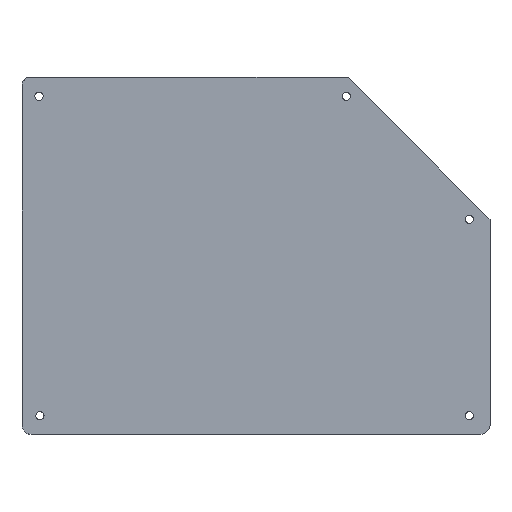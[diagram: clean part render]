
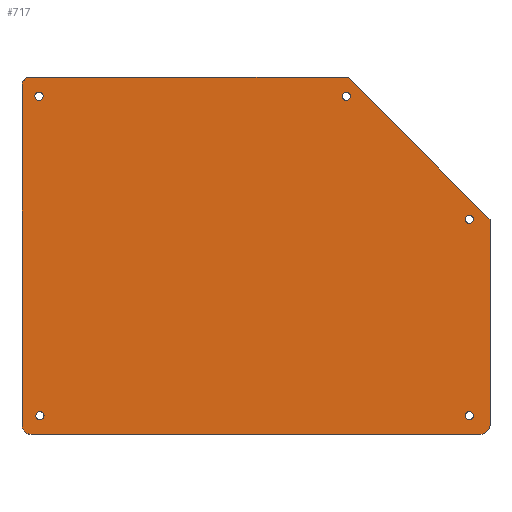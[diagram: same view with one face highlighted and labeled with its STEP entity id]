
A CAD part, top view. The second image highlights one B-rep face of the part: STEP entity #717.
In plain terms, the highlighted planar face has unit normal (0, 0, 1).
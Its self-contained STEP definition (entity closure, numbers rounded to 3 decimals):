
#34=CARTESIAN_POINT('',(23.102,47.09,3.));
#35=VERTEX_POINT('',#34);
#50=CARTESIAN_POINT('',(24.202,47.09,3.));
#51=DIRECTION('',(0.,0.,-1.));
#52=DIRECTION('',(-1.,0.,0.));
#53=AXIS2_PLACEMENT_3D('',#50,#51,#52);
#54=CIRCLE('',#53,1.1);
#55=EDGE_CURVE('',#35,#35,#54,.T.);
#67=CARTESIAN_POINT('',(55.877,14.294,3.));
#68=VERTEX_POINT('',#67);
#83=CARTESIAN_POINT('',(56.977,14.294,3.));
#84=DIRECTION('',(0.,0.,-1.));
#85=DIRECTION('',(-1.,0.,0.));
#86=AXIS2_PLACEMENT_3D('',#83,#84,#85);
#87=CIRCLE('',#86,1.1);
#88=EDGE_CURVE('',#68,#68,#87,.T.);
#243=CARTESIAN_POINT('',(24.702,52.107,3.));
#244=VERTEX_POINT('',#243);
#260=CARTESIAN_POINT('',(-60.235,52.107,3.));
#261=VERTEX_POINT('',#260);
#269=CARTESIAN_POINT('',(-60.235,52.107,3.));
#270=DIRECTION('',(1.,0.,0.));
#271=VECTOR('',#270,84.937);
#272=LINE('',#269,#271);
#273=EDGE_CURVE('',#261,#244,#272,.T.);
#283=CARTESIAN_POINT('',(62.494,14.288,3.));
#284=VERTEX_POINT('',#283);
#293=CARTESIAN_POINT('',(24.702,52.107,3.));
#294=DIRECTION('',(0.707,-0.707,0.));
#295=VECTOR('',#294,53.465);
#296=LINE('',#293,#295);
#297=EDGE_CURVE('',#244,#284,#296,.T.);
#307=CARTESIAN_POINT('',(62.494,-40.575,3.));
#308=VERTEX_POINT('',#307);
#325=CARTESIAN_POINT('',(62.494,14.288,3.));
#326=DIRECTION('',(0.,-1.,0.));
#327=VECTOR('',#326,54.863);
#328=LINE('',#325,#327);
#329=EDGE_CURVE('',#284,#308,#328,.T.);
#353=CARTESIAN_POINT('',(59.735,-43.075,3.));
#354=VERTEX_POINT('',#353);
#355=CARTESIAN_POINT('',(62.494,-40.575,3.));
#356=CARTESIAN_POINT('',(62.494,-42.039,3.));
#357=CARTESIAN_POINT('',(61.351,-43.075,3.));
#358=CARTESIAN_POINT('',(59.735,-43.075,3.));
#359=(BOUNDED_CURVE()
B_SPLINE_CURVE(3,(#355,#356,#357,#358),.UNSPECIFIED.,.F.,.F.)
B_SPLINE_CURVE_WITH_KNOTS((4,4),(0.,1.),.UNSPECIFIED.)
CURVE()
GEOMETRIC_REPRESENTATION_ITEM()
RATIONAL_B_SPLINE_CURVE((1.,0.805,0.805,1.))
REPRESENTATION_ITEM(''));
#360=EDGE_CURVE('',#308,#354,#359,.T.);
#376=CARTESIAN_POINT('',(-59.735,-43.075,3.));
#377=VERTEX_POINT('',#376);
#392=CARTESIAN_POINT('',(59.735,-43.075,3.));
#393=DIRECTION('',(-1.,0.,0.));
#394=VECTOR('',#393,119.471);
#395=LINE('',#392,#394);
#396=EDGE_CURVE('',#354,#377,#395,.T.);
#406=CARTESIAN_POINT('',(-62.235,-40.575,3.));
#407=VERTEX_POINT('',#406);
#416=CARTESIAN_POINT('',(-59.735,-40.575,3.));
#417=DIRECTION('',(0.,0.,-1.));
#418=DIRECTION('',(-1.,0.,0.));
#419=AXIS2_PLACEMENT_3D('',#416,#417,#418);
#420=CIRCLE('',#419,2.5);
#421=EDGE_CURVE('',#377,#407,#420,.T.);
#431=CARTESIAN_POINT('',(-62.235,49.848,3.));
#432=VERTEX_POINT('',#431);
#450=CARTESIAN_POINT('',(-62.235,-40.575,3.));
#451=DIRECTION('',(0.,1.,0.));
#452=VECTOR('',#451,90.423);
#453=LINE('',#450,#452);
#454=EDGE_CURVE('',#407,#432,#453,.T.);
#466=CARTESIAN_POINT('',(55.877,-38.075,3.));
#467=VERTEX_POINT('',#466);
#482=CARTESIAN_POINT('',(56.977,-38.075,3.));
#483=DIRECTION('',(0.,0.,-1.));
#484=DIRECTION('',(-1.,0.,0.));
#485=AXIS2_PLACEMENT_3D('',#482,#483,#484);
#486=CIRCLE('',#485,1.1);
#487=EDGE_CURVE('',#467,#467,#486,.T.);
#499=CARTESIAN_POINT('',(-58.57,-38.075,3.));
#500=VERTEX_POINT('',#499);
#515=CARTESIAN_POINT('',(-57.47,-38.075,3.));
#516=DIRECTION('',(0.,0.,-1.));
#517=DIRECTION('',(-1.,0.,0.));
#518=AXIS2_PLACEMENT_3D('',#515,#516,#517);
#519=CIRCLE('',#518,1.1);
#520=EDGE_CURVE('',#500,#500,#519,.T.);
#628=CARTESIAN_POINT('',(-62.235,49.848,3.));
#629=CARTESIAN_POINT('',(-62.235,50.13,3.));
#630=CARTESIAN_POINT('',(-62.19,50.403,3.));
#631=CARTESIAN_POINT('',(-62.099,50.668,3.));
#632=CARTESIAN_POINT('',(-62.053,50.8,3.));
#633=CARTESIAN_POINT('',(-61.996,50.929,3.));
#634=CARTESIAN_POINT('',(-61.928,51.05,3.));
#635=CARTESIAN_POINT('',(-61.861,51.171,3.));
#636=CARTESIAN_POINT('',(-61.783,51.286,3.));
#637=CARTESIAN_POINT('',(-61.693,51.393,3.));
#638=CARTESIAN_POINT('',(-61.604,51.501,3.));
#639=CARTESIAN_POINT('',(-61.503,51.601,3.));
#640=CARTESIAN_POINT('',(-61.395,51.688,3.));
#641=CARTESIAN_POINT('',(-61.287,51.774,3.));
#642=CARTESIAN_POINT('',(-61.171,51.85,3.));
#643=CARTESIAN_POINT('',(-61.045,51.913,3.));
#644=CARTESIAN_POINT('',(-60.793,52.039,3.));
#645=CARTESIAN_POINT('',(-60.518,52.107,3.));
#646=CARTESIAN_POINT('',(-60.235,52.107,3.));
#647=B_SPLINE_CURVE_WITH_KNOTS('',3,(#628,#629,#630,#631,#632,#633,#634,#635,#636,#637,#638,#639,#640,#641,#642,#643,#644,#645,#646),.UNSPECIFIED.,.F.,.F.,(4,3,3,3,3,3,4),(0.,0.001,0.001,0.002,0.002,0.002,0.003),.UNSPECIFIED.);
#648=EDGE_CURVE('',#432,#261,#647,.T.);
#661=CARTESIAN_POINT('',(-58.792,47.09,3.));
#662=VERTEX_POINT('',#661);
#677=CARTESIAN_POINT('',(-57.692,47.09,3.));
#678=DIRECTION('',(0.,0.,-1.));
#679=DIRECTION('',(-1.,0.,0.));
#680=AXIS2_PLACEMENT_3D('',#677,#678,#679);
#681=CIRCLE('',#680,1.1);
#682=EDGE_CURVE('',#662,#662,#681,.T.);
#687=CARTESIAN_POINT('',(-18.66,0.,3.));
#688=DIRECTION('',(0.,0.,-1.));
#689=DIRECTION('',(-1.,0.,0.));
#690=AXIS2_PLACEMENT_3D('',#687,#688,#689);
#691=PLANE('',#690);
#692=ORIENTED_EDGE('',*,*,#55,.T.);
#693=EDGE_LOOP('',(#692));
#694=FACE_BOUND('',#693,.T.);
#695=ORIENTED_EDGE('',*,*,#88,.T.);
#696=EDGE_LOOP('',(#695));
#697=FACE_BOUND('',#696,.T.);
#698=ORIENTED_EDGE('',*,*,#273,.F.);
#699=ORIENTED_EDGE('',*,*,#648,.F.);
#700=ORIENTED_EDGE('',*,*,#454,.F.);
#701=ORIENTED_EDGE('',*,*,#421,.F.);
#702=ORIENTED_EDGE('',*,*,#396,.F.);
#703=ORIENTED_EDGE('',*,*,#360,.F.);
#704=ORIENTED_EDGE('',*,*,#329,.F.);
#705=ORIENTED_EDGE('',*,*,#297,.F.);
#706=EDGE_LOOP('',(#698,#699,#700,#701,#702,#703,#704,#705));
#707=FACE_BOUND('',#706,.T.);
#708=ORIENTED_EDGE('',*,*,#520,.T.);
#709=EDGE_LOOP('',(#708));
#710=FACE_BOUND('',#709,.T.);
#711=ORIENTED_EDGE('',*,*,#487,.T.);
#712=EDGE_LOOP('',(#711));
#713=FACE_BOUND('',#712,.T.);
#714=ORIENTED_EDGE('',*,*,#682,.T.);
#715=EDGE_LOOP('',(#714));
#716=FACE_BOUND('',#715,.T.);
#717=ADVANCED_FACE('',(#694,#697,#707,#710,#713,#716),#691,.F.);
